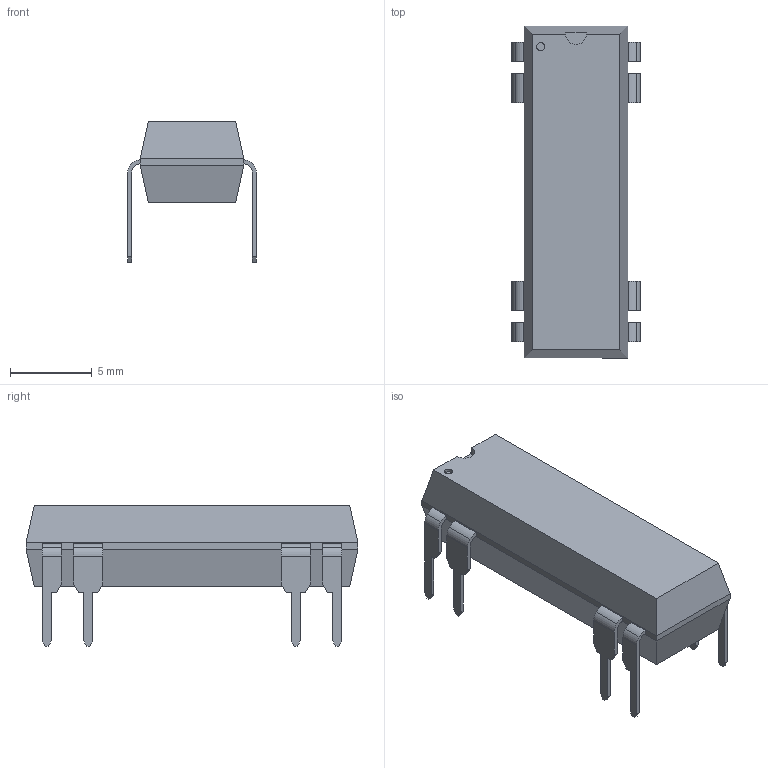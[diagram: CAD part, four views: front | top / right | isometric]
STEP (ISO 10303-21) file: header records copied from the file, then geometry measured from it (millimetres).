
FILE_DESCRIPTION((''),'2;1');
FILE_NAME('DIP16-300_8.stp','2009-12-16T11:49:08',(''),(''),'Mechanical Desktop 2006','Mechanical Desktop 2006',', , ');
FILE_SCHEMA(('AUTOMOTIVE_DESIGN { 1 2 10303 214 0 1 1 1 }'));
Length unit declared in the file: millimetre
Products named in the file (1): Product
Bounding box: 7.87 x 20.32 x 8.63 mm (x, y, z)
Volume: 590.8 mm3; surface area: 600.6 mm2
Topology: 9 solids, 9 shells, 170 faces, 443 edges, 292 vertices
Faces by surface type: plane 76, bspline 58, cylinder 36
Entity records: 5203 total; most frequent: CARTESIAN_POINT 1080, ORIENTED_EDGE 886, DIRECTION 741, EDGE_CURVE 443, VECTOR 371, LINE 371, VERTEX_POINT 292, AXIS2_PLACEMENT_3D 185
